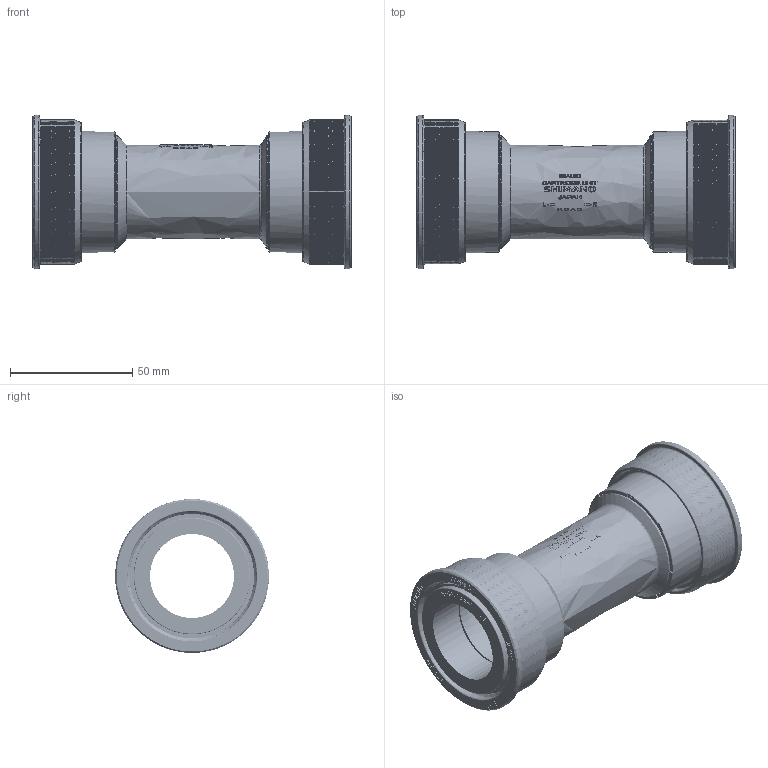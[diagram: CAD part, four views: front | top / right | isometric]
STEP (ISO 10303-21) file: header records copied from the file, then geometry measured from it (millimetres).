
FILE_DESCRIPTION(('FreeCAD Model'),'2;1');
FILE_NAME('Open CASCADE Shape Model','2025-05-09T15:43:24',('FreeCAD'),( 'FreeCAD'),'Open CASCADE STEP processor 7.6','FreeCAD','Unknown');
FILE_SCHEMA(('AUTOMOTIVE_DESIGN { 1 0 10303 214 1 1 1 1 }'));
Products named in the file (1): Open CASCADE STEP translator 7.6 1
Bounding box: 130.94 x 62.95 x 62.93 mm (x, y, z)
Volume: 83839.1 mm3; surface area: 96283.6 mm2
Topology: 55 solids, 55 shells, 3610 faces, 9757 edges, 6434 vertices
Faces by surface type: bspline 3610
Entity records: 128367 total; most frequent: CARTESIAN_POINT 71073, ORIENTED_EDGE 19310, EDGE_CURVE 9655, B_SPLINE_CURVE_WITH_KNOTS 7772, VERTEX_POINT 6400, FACE_BOUND 3897, EDGE_LOOP 3863, ADVANCED_FACE 3610
